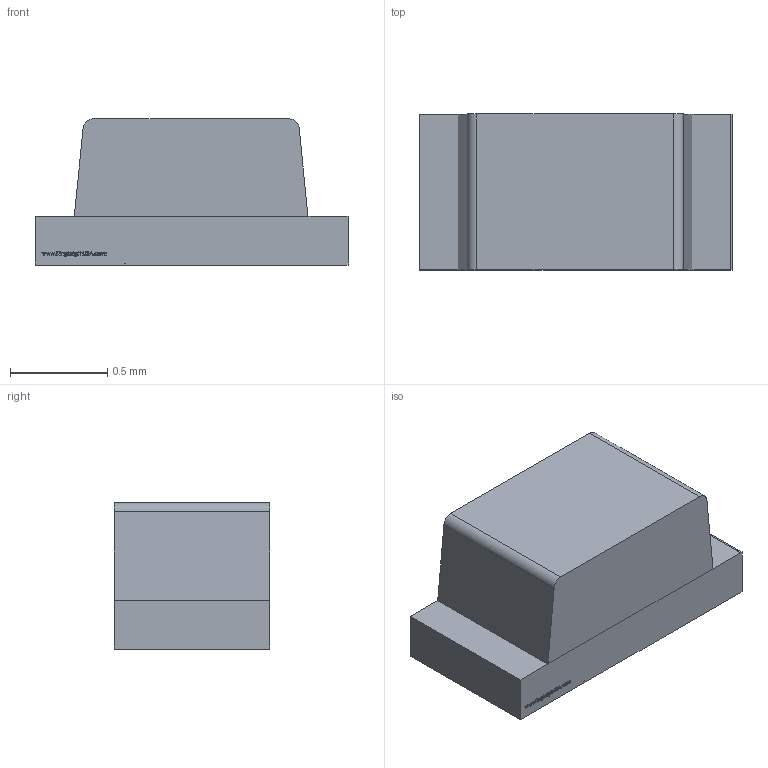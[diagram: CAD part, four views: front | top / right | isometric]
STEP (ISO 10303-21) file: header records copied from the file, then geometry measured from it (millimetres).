
FILE_DESCRIPTION(/* description */ (''),/* implementation_level */ '2;1');
FILE_NAME(/* name */ 'STEE9A4',/* time_stamp */ '2021-12-25T14:38:27-05:00',/* author */ (''),/* organization */ (''),/* preprocessor_version */ 'ST-DEVELOPER v16.5',/* originating_system */ '',/* authorisation */ '');
FILE_SCHEMA (('AUTOMOTIVE_DESIGN_CC2'));
Length unit declared in the file: millimetre
Products named in the file (1): Document
Bounding box: 1.61 x 0.8 x 0.75 mm (x, y, z)
Volume: 0.8 mm3; surface area: 8.1 mm2
Topology: 3 solids, 3 shells, 314 faces, 840 edges, 560 vertices
Faces by surface type: plane 196, bspline 116, cylinder 2
Entity records: 16796 total; most frequent: CARTESIAN_POINT 8716, ORIENTED_EDGE 1680, EDGE_CURVE 840, B_SPLINE_CURVE_WITH_KNOTS 836, VERTEX_POINT 560, EDGE_LOOP 342, ADVANCED_FACE 314, FACE_OUTER_BOUND 314
